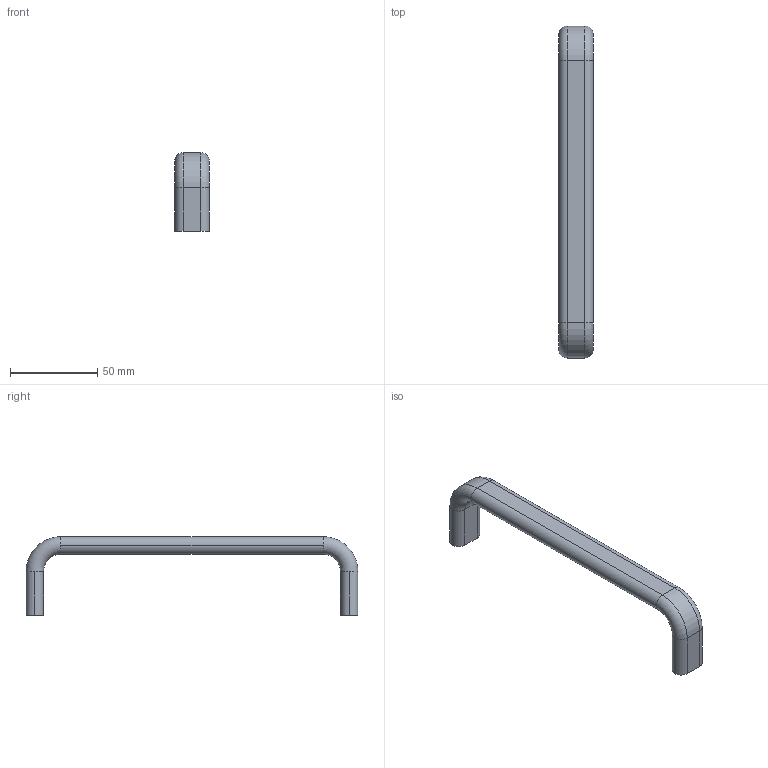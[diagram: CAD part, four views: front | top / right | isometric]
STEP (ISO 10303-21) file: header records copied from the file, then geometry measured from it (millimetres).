
FILE_DESCRIPTION((''),'2;1');
FILE_NAME('SZ0810N-A.stp','2013-08-27T13:08:46',('janine behrens'),(''),'Autodesk Inventor 2012','Autodesk Inventor 2012','');
FILE_SCHEMA(('AUTOMOTIVE_DESIGN { 1 0 10303 214 1 1 1 1 }'));
Length unit declared in the file: millimetre
Products named in the file (1): SZ0810N-A
Bounding box: 20 x 190 x 45 mm (x, y, z)
Volume: 43707.7 mm3; surface area: 13457.3 mm2
Topology: 1 solids, 1 shells, 32 faces, 72 edges, 42 vertices
Faces by surface type: cylinder 18, plane 8, torus 4, cone 2
Full cylindrical faces by diameter (mm): 4.134 x2
Entity records: 876 total; most frequent: DIRECTION 168, CARTESIAN_POINT 139, ORIENTED_EDGE 132, AXIS2_PLACEMENT_3D 69, EDGE_CURVE 66, VERTEX_POINT 40, CIRCLE 36, EDGE_LOOP 36
